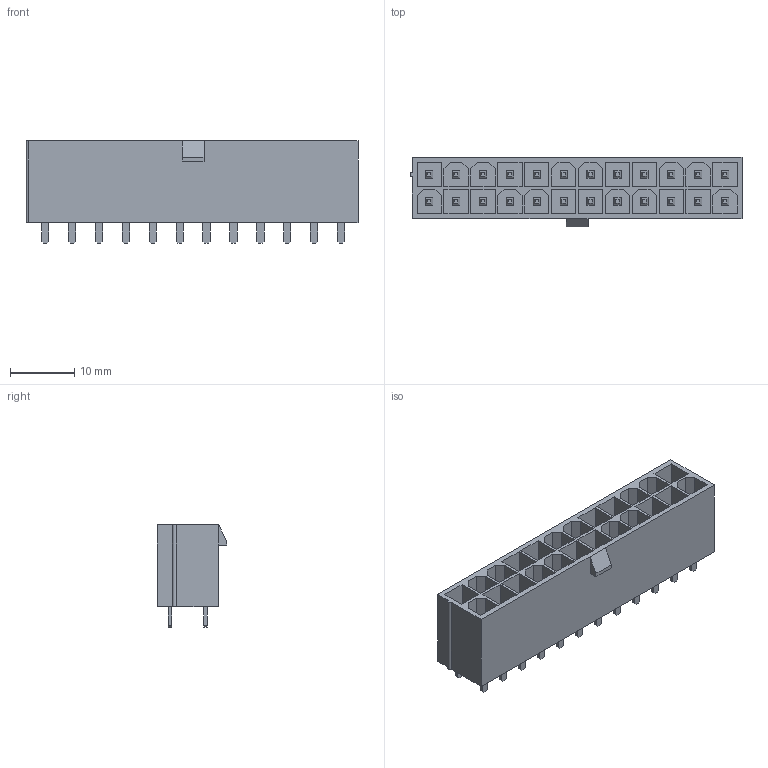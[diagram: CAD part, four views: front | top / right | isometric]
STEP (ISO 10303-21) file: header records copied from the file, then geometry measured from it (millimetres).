
FILE_DESCRIPTION(/* description */ ('STEP AP214'),/* implementation_level */ '2;1');
FILE_NAME(/* name */ 'ATX 24 Pines.stp',/* time_stamp */ '2022-07-28T22:04:40+02:00',/* author */ ('Usuario'),/* organization */ (''),/* preprocessor_version */ 'ST-DEVELOPER v18.1',/* originating_system */ 'Autodesk Inventor 2021',/* authorisation */ '');
FILE_SCHEMA (('AUTOMOTIVE_DESIGN { 1 0 10303 214 3 1 1 }'));
Length unit declared in the file: millimetre
Products named in the file (1): User Library-ATX_24PIN
Bounding box: 51.85 x 10.9 x 16 mm (x, y, z)
Volume: 3023.1 mm3; surface area: 7282.1 mm2
Topology: 1 solids, 1 shells, 541 faces, 1303 edges, 836 vertices
Faces by surface type: plane 540, cylinder 1
Entity records: 15875 total; most frequent: CARTESIAN_POINT 2681, ORIENTED_EDGE 2606, DIRECTION 2389, EDGE_CURVE 1303, LINE 1301, VECTOR 1301, VERTEX_POINT 836, EDGE_LOOP 613
